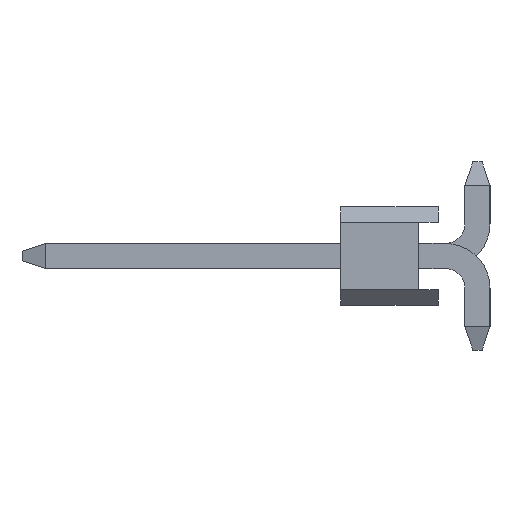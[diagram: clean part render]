
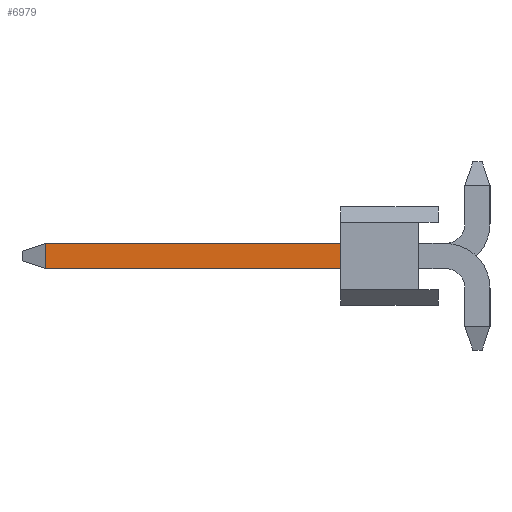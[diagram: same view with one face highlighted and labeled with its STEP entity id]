
A CAD part, left-side view. The second image highlights one B-rep face of the part: STEP entity #6979.
In plain terms, the highlighted planar face has unit normal (-1, 0, 0).
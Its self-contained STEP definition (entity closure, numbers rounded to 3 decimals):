
#177=DIRECTION('',(0.,0.,-1.));
#178=VECTOR('',#177,0.64);
#179=CARTESIAN_POINT('',(-15.56,1.245,0.32));
#180=LINE('',#179,#178);
#741=DIRECTION('',(0.,0.,-1.));
#742=VECTOR('',#741,0.64);
#743=CARTESIAN_POINT('',(-15.56,8.775,0.32));
#744=LINE('',#743,#742);
#745=DIRECTION('',(0.,-1.,0.));
#746=VECTOR('',#745,7.53);
#747=CARTESIAN_POINT('',(-15.56,8.775,0.32));
#748=LINE('',#747,#746);
#749=DIRECTION('',(0.,1.,0.));
#750=VECTOR('',#749,7.53);
#751=CARTESIAN_POINT('',(-15.56,1.245,-0.32));
#752=LINE('',#751,#750);
#4805=CARTESIAN_POINT('',(-15.56,1.245,0.32));
#4806=CARTESIAN_POINT('',(-15.56,1.245,-0.32));
#4807=VERTEX_POINT('',#4805);
#4808=VERTEX_POINT('',#4806);
#4903=CARTESIAN_POINT('',(-15.56,8.775,0.32));
#4904=CARTESIAN_POINT('',(-15.56,8.775,-0.32));
#4905=VERTEX_POINT('',#4903);
#4906=VERTEX_POINT('',#4904);
#6965=CARTESIAN_POINT('',(-15.56,0.,0.));
#6966=DIRECTION('',(1.,0.,0.));
#6967=DIRECTION('',(0.,0.,-1.));
#6968=AXIS2_PLACEMENT_3D('',#6965,#6966,#6967);
#6969=PLANE('',#6968);
#6971=ORIENTED_EDGE('',*,*,#6970,.F.);
#6973=ORIENTED_EDGE('',*,*,#6972,.T.);
#6974=ORIENTED_EDGE('',*,*,#6920,.T.);
#6976=ORIENTED_EDGE('',*,*,#6975,.T.);
#6977=EDGE_LOOP('',(#6971,#6973,#6974,#6976));
#6978=FACE_OUTER_BOUND('',#6977,.F.);
#6979=ADVANCED_FACE('',(#6978),#6969,.F.);
#6920=EDGE_CURVE('',#4807,#4808,#180,.T.);
#6970=EDGE_CURVE('',#4905,#4906,#744,.T.);
#6972=EDGE_CURVE('',#4905,#4807,#748,.T.);
#6975=EDGE_CURVE('',#4808,#4906,#752,.T.);
